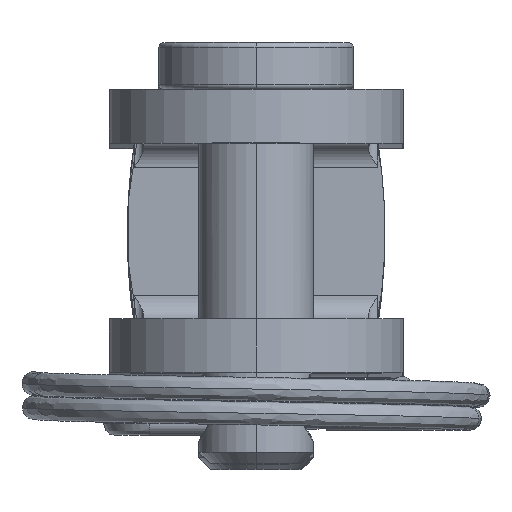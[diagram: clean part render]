
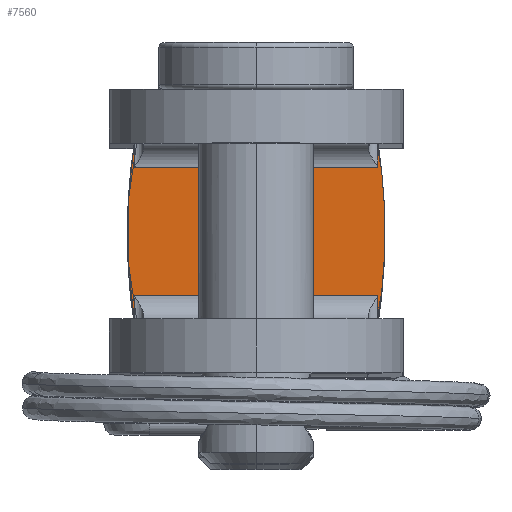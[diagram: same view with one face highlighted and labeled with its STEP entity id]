
A CAD part, top view. The second image highlights one B-rep face of the part: STEP entity #7560.
In plain terms, the highlighted planar face has unit normal (0, 0, 1).
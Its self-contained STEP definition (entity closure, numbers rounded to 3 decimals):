
#487 = ORIENTED_EDGE ( 'NONE', *, *, #20654, .T. ) ;
#593 = EDGE_CURVE ( 'NONE', #27432, #28191, #2156, .T. ) ;
#708 = EDGE_CURVE ( 'NONE', #13878, #16910, #23212, .T. ) ;
#1266 = ORIENTED_EDGE ( 'NONE', *, *, #27648, .T. ) ;
#1273 = VECTOR ( 'NONE', #21420, 1000. ) ;
#1303 = DIRECTION ( 'NONE',  ( 1., 0., 0. ) ) ;
#1652 = FACE_OUTER_BOUND ( 'NONE', #18321, .T. ) ;
#2156 = CIRCLE ( 'NONE', #8373, 24.777 ) ;
#2368 = CARTESIAN_POINT ( 'NONE',  ( -5.199, -3.851, 0. ) ) ;
#2814 = VERTEX_POINT ( 'NONE', #15242 ) ;
#3521 = DIRECTION ( 'NONE',  ( -1., 0., 0. ) ) ;
#3540 = PLANE ( 'NONE',  #24704 ) ;
#4723 = VERTEX_POINT ( 'NONE', #2368 ) ;
#5128 = CARTESIAN_POINT ( 'NONE',  ( 5.199, -3.851, 0. ) ) ;
#5296 = LINE ( 'NONE', #8178, #7774 ) ;
#6395 = CARTESIAN_POINT ( 'NONE',  ( 5.199, 2.75, 0. ) ) ;
#7135 = ORIENTED_EDGE ( 'NONE', *, *, #708, .T. ) ;
#7560 = ADVANCED_FACE ( 'NONE', ( #1652 ), #3540, .F. ) ;
#7605 = CARTESIAN_POINT ( 'NONE',  ( -5.199, 3.851, 0. ) ) ;
#7739 = DIRECTION ( 'NONE',  ( 0., 0., -1. ) ) ;
#7774 = VECTOR ( 'NONE', #1303, 1000. ) ;
#7795 = CARTESIAN_POINT ( 'NONE',  ( 5.199, 0., 0. ) ) ;
#8046 = EDGE_CURVE ( 'NONE', #16910, #17926, #26202, .T. ) ;
#8178 = CARTESIAN_POINT ( 'NONE',  ( -19.277, -2.75, 0. ) ) ;
#8373 = AXIS2_PLACEMENT_3D ( 'NONE', #19027, #11975, #25572 ) ;
#8701 = LINE ( 'NONE', #28769, #13256 ) ;
#9741 = VECTOR ( 'NONE', #10594, 1000. ) ;
#10594 = DIRECTION ( 'NONE',  ( 0., 1., 0. ) ) ;
#11036 = CARTESIAN_POINT ( 'NONE',  ( 5.5, 0., 0. ) ) ;
#11254 = CIRCLE ( 'NONE', #21443, 24.777 ) ;
#11828 = CARTESIAN_POINT ( 'NONE',  ( -19.277, 0., 0. ) ) ;
#11894 = DIRECTION ( 'NONE',  ( -1., 0., 0. ) ) ;
#11975 = DIRECTION ( 'NONE',  ( 0., 0., -1. ) ) ;
#13256 = VECTOR ( 'NONE', #15294, 1000. ) ;
#13724 = CIRCLE ( 'NONE', #18818, 24.777 ) ;
#13878 = VERTEX_POINT ( 'NONE', #6395 ) ;
#15242 = CARTESIAN_POINT ( 'NONE',  ( 5.199, -2.75, 0. ) ) ;
#15294 = DIRECTION ( 'NONE',  ( 0., -1., 0. ) ) ;
#16007 = EDGE_CURVE ( 'NONE', #17645, #13878, #8701, .T. ) ;
#16372 = ORIENTED_EDGE ( 'NONE', *, *, #16007, .T. ) ;
#16573 = DIRECTION ( 'NONE',  ( 1., 0., 0. ) ) ;
#16703 = VECTOR ( 'NONE', #24235, 1000. ) ;
#16910 = VERTEX_POINT ( 'NONE', #23386 ) ;
#17352 = CARTESIAN_POINT ( 'NONE',  ( -19.277, 2.75, 0. ) ) ;
#17645 = VERTEX_POINT ( 'NONE', #19876 ) ;
#17926 = VERTEX_POINT ( 'NONE', #7605 ) ;
#18321 = EDGE_LOOP ( 'NONE', ( #7135, #23081, #27197, #487, #1266, #27793, #28399, #21290, #16372 ) ) ;
#18818 = AXIS2_PLACEMENT_3D ( 'NONE', #11828, #23192, #23382 ) ;
#19027 = CARTESIAN_POINT ( 'NONE',  ( -19.277, 0., 0. ) ) ;
#19315 = CARTESIAN_POINT ( 'NONE',  ( -19.277, 0., 0. ) ) ;
#19508 = EDGE_CURVE ( 'NONE', #2814, #28191, #25120, .T. ) ;
#19876 = CARTESIAN_POINT ( 'NONE',  ( 5.199, 3.851, 0. ) ) ;
#20654 = EDGE_CURVE ( 'NONE', #4723, #25938, #25451, .T. ) ;
#21290 = ORIENTED_EDGE ( 'NONE', *, *, #28178, .F. ) ;
#21420 = DIRECTION ( 'NONE',  ( 0., -1., 0. ) ) ;
#21443 = AXIS2_PLACEMENT_3D ( 'NONE', #23417, #7739, #16573 ) ;
#21483 = VECTOR ( 'NONE', #3521, 1000. ) ;
#22266 = CARTESIAN_POINT ( 'NONE',  ( -5.199, 0., 0. ) ) ;
#23081 = ORIENTED_EDGE ( 'NONE', *, *, #8046, .T. ) ;
#23192 = DIRECTION ( 'NONE',  ( 0., 0., -1. ) ) ;
#23212 = LINE ( 'NONE', #17352, #21483 ) ;
#23382 = DIRECTION ( 'NONE',  ( -1., 0., 0. ) ) ;
#23386 = CARTESIAN_POINT ( 'NONE',  ( -5.199, 2.75, 0. ) ) ;
#23417 = CARTESIAN_POINT ( 'NONE',  ( 19.277, 0., 0. ) ) ;
#23912 = CARTESIAN_POINT ( 'NONE',  ( -5.199, 6.05, 0. ) ) ;
#24235 = DIRECTION ( 'NONE',  ( 0., 1., 0. ) ) ;
#24704 = AXIS2_PLACEMENT_3D ( 'NONE', #19315, #28096, #11894 ) ;
#25120 = LINE ( 'NONE', #7795, #1273 ) ;
#25451 = LINE ( 'NONE', #22266, #16703 ) ;
#25572 = DIRECTION ( 'NONE',  ( -1., 0., 0. ) ) ;
#25683 = CARTESIAN_POINT ( 'NONE',  ( -5.199, -2.75, 0. ) ) ;
#25938 = VERTEX_POINT ( 'NONE', #25683 ) ;
#26202 = LINE ( 'NONE', #23912, #9741 ) ;
#27197 = ORIENTED_EDGE ( 'NONE', *, *, #28595, .F. ) ;
#27432 = VERTEX_POINT ( 'NONE', #11036 ) ;
#27648 = EDGE_CURVE ( 'NONE', #25938, #2814, #5296, .T. ) ;
#27793 = ORIENTED_EDGE ( 'NONE', *, *, #19508, .T. ) ;
#28096 = DIRECTION ( 'NONE',  ( 0., 0., -1. ) ) ;
#28178 = EDGE_CURVE ( 'NONE', #17645, #27432, #13724, .T. ) ;
#28191 = VERTEX_POINT ( 'NONE', #5128 ) ;
#28399 = ORIENTED_EDGE ( 'NONE', *, *, #593, .F. ) ;
#28595 = EDGE_CURVE ( 'NONE', #4723, #17926, #11254, .T. ) ;
#28769 = CARTESIAN_POINT ( 'NONE',  ( 5.199, 3.75, 0. ) ) ;
